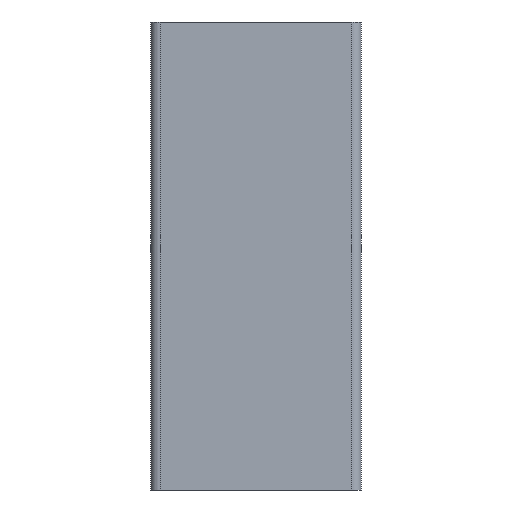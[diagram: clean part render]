
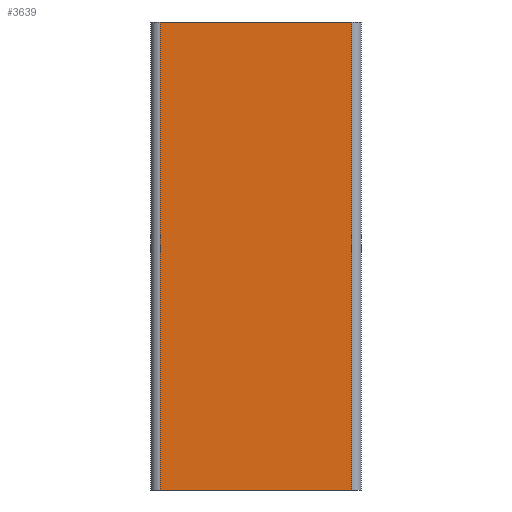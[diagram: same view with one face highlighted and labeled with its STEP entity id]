
A CAD part, front view. The second image highlights one B-rep face of the part: STEP entity #3639.
In plain terms, the highlighted planar face has unit normal (0, -1, 0).
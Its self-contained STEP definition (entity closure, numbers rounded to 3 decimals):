
#911=CARTESIAN_POINT('',(20.5,-22.5,0.0));
#912=VERTEX_POINT('',#911);
#920=CARTESIAN_POINT('',(-20.5,-22.5,0.0));
#921=VERTEX_POINT('',#920);
#922=CARTESIAN_POINT('',(20.5,-22.5,0.0));
#923=DIRECTION('',(-1.0,0.0,0.0));
#924=VECTOR('',#923,41.);
#925=LINE('',#922,#924);
#926=EDGE_CURVE('',#912,#921,#925,.T.);
#2048=CARTESIAN_POINT('',(-20.5,-22.5,100.0));
#2049=VERTEX_POINT('',#2048);
#2057=CARTESIAN_POINT('',(20.5,-22.5,100.0));
#2058=VERTEX_POINT('',#2057);
#2059=CARTESIAN_POINT('',(20.5,-22.5,100.0));
#2060=DIRECTION('',(-1.0,0.0,0.0));
#2061=VECTOR('',#2060,41.);
#2062=LINE('',#2059,#2061);
#2063=EDGE_CURVE('',#2058,#2049,#2062,.T.);
#3612=CARTESIAN_POINT('',(20.5,-22.5,0.0));
#3613=DIRECTION('',(0.0,0.0,1.0));
#3614=VECTOR('',#3613,100.0);
#3615=LINE('',#3612,#3614);
#3616=EDGE_CURVE('',#912,#2058,#3615,.T.);
#3623=CARTESIAN_POINT('',(20.5,-22.5,0.0));
#3624=DIRECTION('',(0.0,-1.0,0.0));
#3625=DIRECTION('',(0.0,0.0,-1.0));
#3626=AXIS2_PLACEMENT_3D('',#3623,#3624,#3625);
#3627=PLANE('',#3626);
#3628=ORIENTED_EDGE('',*,*,#2063,.T.);
#3629=CARTESIAN_POINT('',(-20.5,-22.5,0.0));
#3630=DIRECTION('',(0.0,0.0,1.0));
#3631=VECTOR('',#3630,100.0);
#3632=LINE('',#3629,#3631);
#3633=EDGE_CURVE('',#921,#2049,#3632,.T.);
#3634=ORIENTED_EDGE('',*,*,#3633,.F.);
#3635=ORIENTED_EDGE('',*,*,#926,.F.);
#3636=ORIENTED_EDGE('',*,*,#3616,.T.);
#3637=EDGE_LOOP('',(#3628,#3634,#3635,#3636));
#3638=FACE_OUTER_BOUND('',#3637,.T.);
#3639=ADVANCED_FACE('',(#3638),#3627,.T.);
